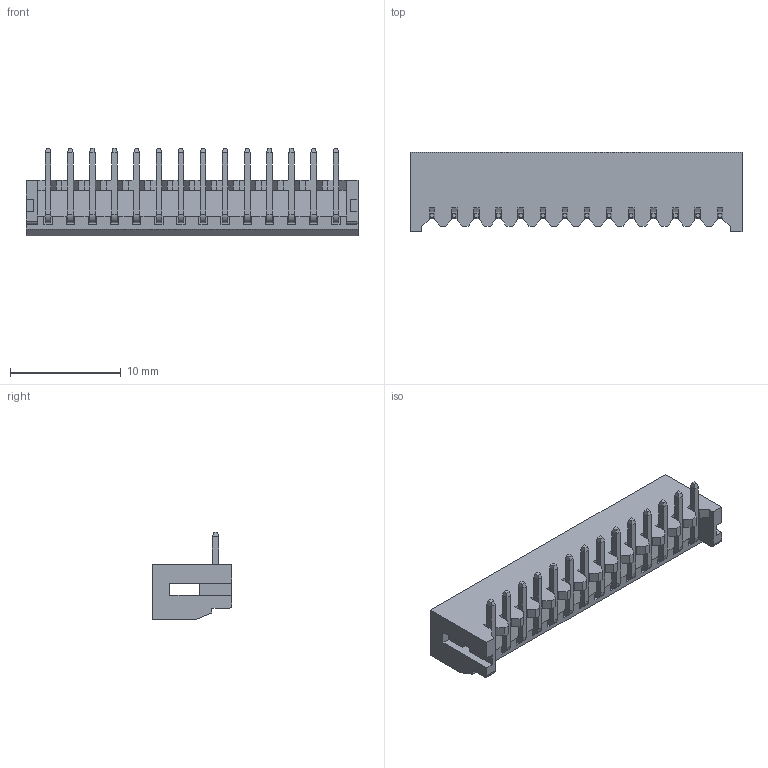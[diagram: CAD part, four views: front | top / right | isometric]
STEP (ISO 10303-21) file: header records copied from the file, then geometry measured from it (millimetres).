
FILE_DESCRIPTION(('OneSpaceDesigner STEP Export'),'2;1');
FILE_NAME('DF3-14P-2DS.stp','2008-02-07T14:18:12',(''),(''),'OneSpace Designer STEP processor for AP214 (Solid Model)','OneSpace Modeling 15.00A 14-Mar-2007 (C) CoCreate Software GmbH','');
FILE_SCHEMA(('AUTOMOTIVE_DESIGN { 1 0 10303 214 1 1 1 1 }'));
Length unit declared in the file: millimetre
Products named in the file (2): DF3-14P-2DS
Assembly tree (1 placements, depth 2):
  DF3-14P-2DS
    DF3-14P-2DS
Bounding box: 30 x 7.2 x 7.9 mm (x, y, z)
Volume: 357.2 mm3; surface area: 1230.9 mm2
Topology: 1 solids, 1 shells, 642 faces, 1818 edges, 1118 vertices
Faces by surface type: plane 598, cylinder 44
Entity records: 18785 total; most frequent: ORIENTED_EDGE 3636, CARTESIAN_POINT 3241, DIRECTION 2701, EDGE_CURVE 1818, VECTOR 1545, LINE 1545, VERTEX_POINT 1118, EDGE_LOOP 670
